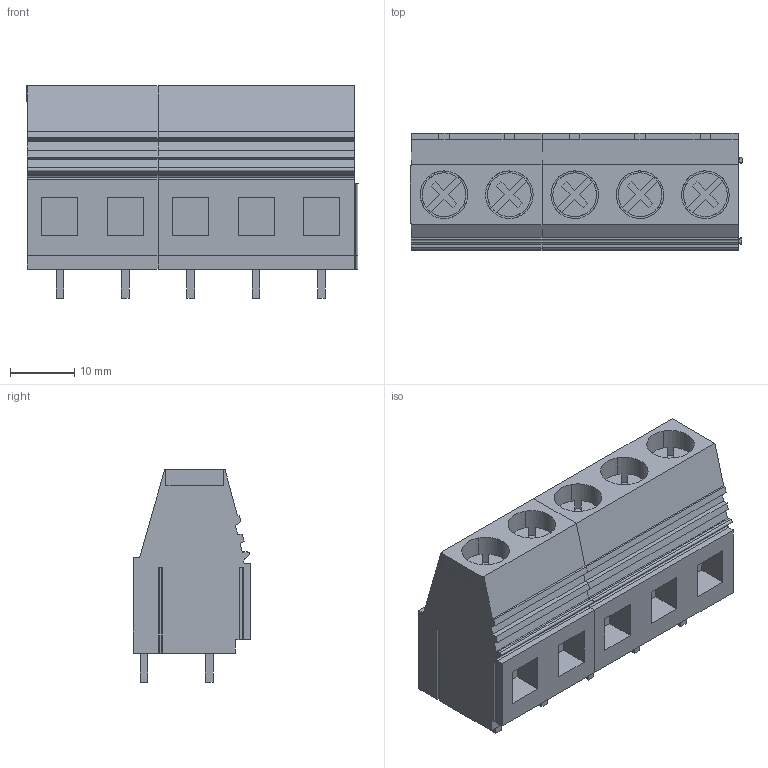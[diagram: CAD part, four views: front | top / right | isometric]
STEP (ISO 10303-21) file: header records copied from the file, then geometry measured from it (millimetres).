
FILE_DESCRIPTION(('CATIA V5 STEP Exchange','CAx-IF Rec.Pracs.--- Model Styling and Organization---1.2---2011-12-15'),'2;1');
FILE_NAME ('D1449840_0_1226230000_1226230000.stp','2018-03-05T16:05:43+00:00',('none'),('Weidmueller'),'CATIA Version 5-6 Release 2014','CATIA V5 STEP AP214','none');
FILE_SCHEMA(('AUTOMOTIVE_DESIGN { 1 0 10303 214 1 1 1 1 }'));
Length unit declared in the file: millimetre
Products named in the file (1): 1226230000
Bounding box: 51.61 x 18.3 x 33 mm (x, y, z)
Volume: 19380.8 mm3; surface area: 10416.3 mm2
Topology: 17 solids, 17 shells, 422 faces, 1089 edges, 716 vertices
Faces by surface type: plane 332, cylinder 90
Entity records: 12748 total; most frequent: CARTESIAN_POINT 2491, ORIENTED_EDGE 2178, DIRECTION 1796, EDGE_CURVE 1089, VECTOR 889, LINE 889, VERTEX_POINT 716, AXIS2_PLACEMENT_3D 544
